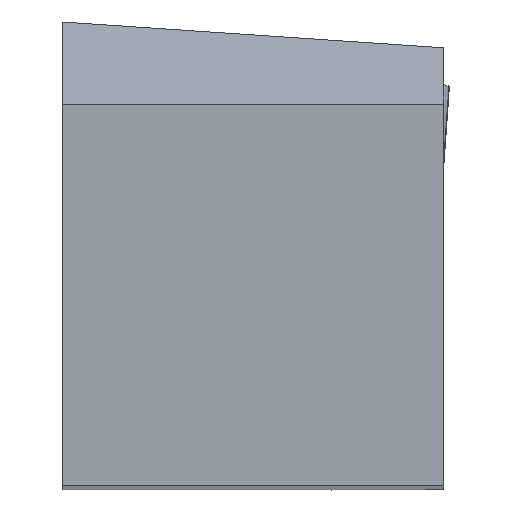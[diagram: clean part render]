
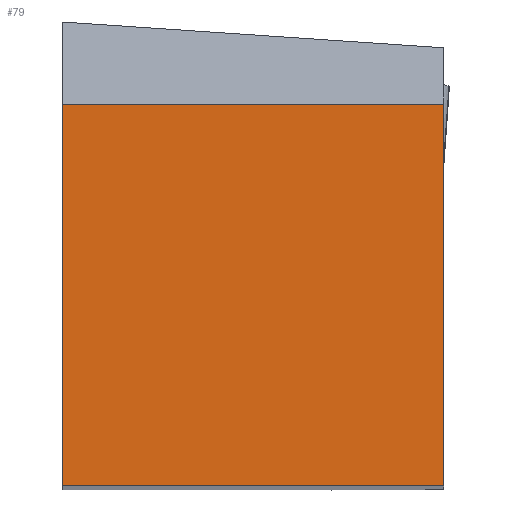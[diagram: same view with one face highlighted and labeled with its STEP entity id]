
A CAD part, top view. The second image highlights one B-rep face of the part: STEP entity #79.
In plain terms, the highlighted planar face has unit normal (0, 0, 1).
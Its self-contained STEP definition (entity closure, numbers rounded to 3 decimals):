
#79=ADVANCED_FACE('',(#131),#109,.F.);
#109=PLANE('',#619);
#131=FACE_OUTER_BOUND('',#158,.T.);
#158=EDGE_LOOP('',(#272,#273,#274,#275));
#272=ORIENTED_EDGE('',*,*,#442,.F.);
#273=ORIENTED_EDGE('',*,*,#433,.F.);
#274=ORIENTED_EDGE('',*,*,#421,.F.);
#275=ORIENTED_EDGE('',*,*,#446,.T.);
#369=VERTEX_POINT('',#846);
#370=VERTEX_POINT('',#848);
#378=VERTEX_POINT('',#871);
#380=VERTEX_POINT('',#886);
#421=EDGE_CURVE('',#369,#370,#492,.T.);
#433=EDGE_CURVE('',#370,#378,#504,.T.);
#442=EDGE_CURVE('',#378,#380,#513,.T.);
#446=EDGE_CURVE('',#369,#380,#517,.T.);
#492=LINE('',#847,#553);
#504=LINE('',#870,#565);
#513=LINE('',#885,#574);
#517=LINE('',#894,#578);
#553=VECTOR('',#679,1.);
#565=VECTOR('',#697,1.);
#574=VECTOR('',#714,1.);
#578=VECTOR('',#724,1.);
#619=AXIS2_PLACEMENT_3D('',#896,#727,#728);
#679=DIRECTION('',(0.,-1.,0.));
#697=DIRECTION('',(-1.,0.,0.));
#714=DIRECTION('',(0.,1.,0.));
#724=DIRECTION('',(-1.,0.,0.));
#727=DIRECTION('',(0.,0.,-1.));
#728=DIRECTION('',(-1.,0.,0.));
#846=CARTESIAN_POINT('',(20.,20.,0.));
#847=CARTESIAN_POINT('',(20.,20.,0.));
#848=CARTESIAN_POINT('',(20.,0.,0.));
#870=CARTESIAN_POINT('',(20.,0.,0.));
#871=CARTESIAN_POINT('',(0.,0.,0.));
#885=CARTESIAN_POINT('',(0.,0.,0.));
#886=CARTESIAN_POINT('',(0.,20.,0.));
#894=CARTESIAN_POINT('',(20.,20.,0.));
#896=CARTESIAN_POINT('',(20.,0.,0.));
